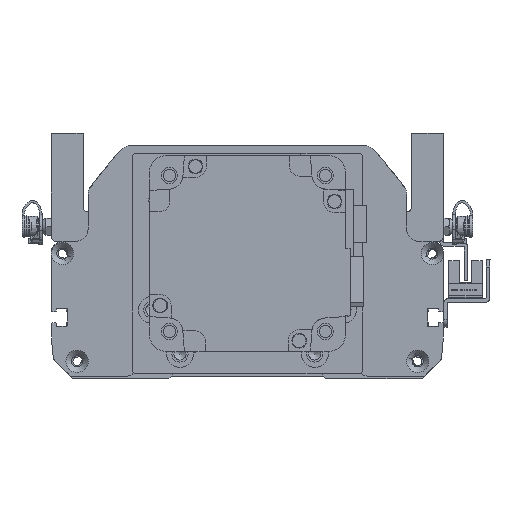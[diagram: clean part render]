
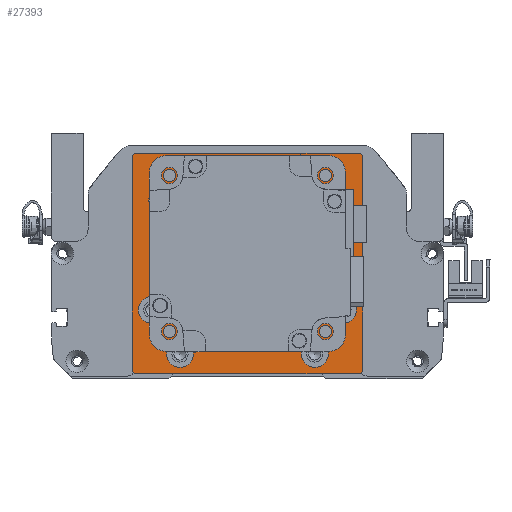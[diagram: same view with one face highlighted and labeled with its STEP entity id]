
A CAD part, front view. The second image highlights one B-rep face of the part: STEP entity #27393.
In plain terms, the highlighted face is planar.
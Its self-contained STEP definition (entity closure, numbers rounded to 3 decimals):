
#1572=FACE_BOUND('',#5822,.T.);
#1573=FACE_BOUND('',#5823,.T.);
#1574=FACE_BOUND('',#5824,.T.);
#1575=FACE_BOUND('',#5825,.T.);
#1576=FACE_BOUND('',#5826,.T.);
#1577=FACE_BOUND('',#5827,.T.);
#1578=FACE_BOUND('',#5828,.T.);
#1579=FACE_BOUND('',#5829,.T.);
#1580=FACE_BOUND('',#5830,.T.);
#2169=PLANE('',#30469);
#4131=FACE_OUTER_BOUND('',#5821,.T.);
#5821=EDGE_LOOP('',(#24860,#24861,#24862,#24863,#24864,#24865,#24866,#24867));
#5822=EDGE_LOOP('',(#24868));
#5823=EDGE_LOOP('',(#24869));
#5824=EDGE_LOOP('',(#24870));
#5825=EDGE_LOOP('',(#24871));
#5826=EDGE_LOOP('',(#24872));
#5827=EDGE_LOOP('',(#24873));
#5828=EDGE_LOOP('',(#24874));
#5829=EDGE_LOOP('',(#24875));
#5830=EDGE_LOOP('',(#24876));
#7991=LINE('',#47614,#10184);
#7993=LINE('',#47618,#10186);
#7996=LINE('',#47624,#10189);
#7997=LINE('',#47626,#10190);
#7998=LINE('',#47628,#10191);
#7999=LINE('',#47630,#10192);
#8000=LINE('',#47632,#10193);
#8001=LINE('',#47633,#10194);
#10184=VECTOR('',#37614,10.);
#10186=VECTOR('',#37618,10.);
#10189=VECTOR('',#37623,10.);
#10190=VECTOR('',#37624,10.);
#10191=VECTOR('',#37625,10.);
#10192=VECTOR('',#37626,10.);
#10193=VECTOR('',#37627,10.);
#10194=VECTOR('',#37628,10.);
#11677=CIRCLE('',#30470,35.);
#11678=CIRCLE('',#30471,2.459);
#11679=CIRCLE('',#30472,2.459);
#11680=CIRCLE('',#30473,2.459);
#11681=CIRCLE('',#30474,2.459);
#11682=CIRCLE('',#30475,5.5);
#11683=CIRCLE('',#30476,5.5);
#11684=CIRCLE('',#30477,5.5);
#11685=CIRCLE('',#30478,5.5);
#14059=VERTEX_POINT('',#47611);
#14060=VERTEX_POINT('',#47613);
#14061=VERTEX_POINT('',#47617);
#14063=VERTEX_POINT('',#47623);
#14064=VERTEX_POINT('',#47625);
#14065=VERTEX_POINT('',#47627);
#14066=VERTEX_POINT('',#47629);
#14067=VERTEX_POINT('',#47631);
#14068=VERTEX_POINT('',#47634);
#14069=VERTEX_POINT('',#47636);
#14070=VERTEX_POINT('',#47638);
#14071=VERTEX_POINT('',#47640);
#14072=VERTEX_POINT('',#47642);
#14073=VERTEX_POINT('',#47644);
#14074=VERTEX_POINT('',#47646);
#14075=VERTEX_POINT('',#47648);
#14076=VERTEX_POINT('',#47650);
#17723=EDGE_CURVE('',#14059,#14060,#7991,.T.);
#17725=EDGE_CURVE('',#14061,#14060,#7993,.T.);
#17728=EDGE_CURVE('',#14059,#14063,#7996,.T.);
#17729=EDGE_CURVE('',#14064,#14063,#7997,.T.);
#17730=EDGE_CURVE('',#14064,#14065,#7998,.T.);
#17731=EDGE_CURVE('',#14066,#14065,#7999,.T.);
#17732=EDGE_CURVE('',#14066,#14067,#8000,.T.);
#17733=EDGE_CURVE('',#14061,#14067,#8001,.T.);
#17734=EDGE_CURVE('',#14068,#14068,#11677,.T.);
#17735=EDGE_CURVE('',#14069,#14069,#11678,.T.);
#17736=EDGE_CURVE('',#14070,#14070,#11679,.T.);
#17737=EDGE_CURVE('',#14071,#14071,#11680,.T.);
#17738=EDGE_CURVE('',#14072,#14072,#11681,.T.);
#17739=EDGE_CURVE('',#14073,#14073,#11682,.T.);
#17740=EDGE_CURVE('',#14074,#14074,#11683,.T.);
#17741=EDGE_CURVE('',#14075,#14075,#11684,.T.);
#17742=EDGE_CURVE('',#14076,#14076,#11685,.T.);
#24860=ORIENTED_EDGE('',*,*,#17723,.F.);
#24861=ORIENTED_EDGE('',*,*,#17728,.T.);
#24862=ORIENTED_EDGE('',*,*,#17729,.F.);
#24863=ORIENTED_EDGE('',*,*,#17730,.T.);
#24864=ORIENTED_EDGE('',*,*,#17731,.F.);
#24865=ORIENTED_EDGE('',*,*,#17732,.T.);
#24866=ORIENTED_EDGE('',*,*,#17733,.F.);
#24867=ORIENTED_EDGE('',*,*,#17725,.T.);
#24868=ORIENTED_EDGE('',*,*,#17734,.T.);
#24869=ORIENTED_EDGE('',*,*,#17735,.T.);
#24870=ORIENTED_EDGE('',*,*,#17736,.T.);
#24871=ORIENTED_EDGE('',*,*,#17737,.T.);
#24872=ORIENTED_EDGE('',*,*,#17738,.T.);
#24873=ORIENTED_EDGE('',*,*,#17739,.T.);
#24874=ORIENTED_EDGE('',*,*,#17740,.T.);
#24875=ORIENTED_EDGE('',*,*,#17741,.T.);
#24876=ORIENTED_EDGE('',*,*,#17742,.T.);
#27393=ADVANCED_FACE('',(#4131,#1572,#1573,#1574,#1575,#1576,#1577,#1578,
#1579,#1580),#2169,.T.);
#30469=AXIS2_PLACEMENT_3D('',#47622,#37621,#37622);
#30470=AXIS2_PLACEMENT_3D('',#47635,#37629,#37630);
#30471=AXIS2_PLACEMENT_3D('',#47637,#37631,#37632);
#30472=AXIS2_PLACEMENT_3D('',#47639,#37633,#37634);
#30473=AXIS2_PLACEMENT_3D('',#47641,#37635,#37636);
#30474=AXIS2_PLACEMENT_3D('',#47643,#37637,#37638);
#30475=AXIS2_PLACEMENT_3D('',#47645,#37639,#37640);
#30476=AXIS2_PLACEMENT_3D('',#47647,#37641,#37642);
#30477=AXIS2_PLACEMENT_3D('',#47649,#37643,#37644);
#30478=AXIS2_PLACEMENT_3D('',#47651,#37645,#37646);
#37614=DIRECTION('',(0.707,0.707,0.));
#37618=DIRECTION('',(-1.,0.,0.));
#37621=DIRECTION('center_axis',(0.,0.,1.));
#37622=DIRECTION('ref_axis',(1.,0.,0.));
#37623=DIRECTION('',(0.,-1.,0.));
#37624=DIRECTION('',(-0.707,0.707,0.));
#37625=DIRECTION('',(1.,0.,0.));
#37626=DIRECTION('',(-0.707,-0.707,0.));
#37627=DIRECTION('',(0.,1.,0.));
#37628=DIRECTION('',(0.707,-0.707,0.));
#37629=DIRECTION('center_axis',(0.,0.,-1.));
#37630=DIRECTION('ref_axis',(1.,0.,0.));
#37631=DIRECTION('center_axis',(0.,0.,-1.));
#37632=DIRECTION('ref_axis',(1.,0.,0.));
#37633=DIRECTION('center_axis',(0.,0.,-1.));
#37634=DIRECTION('ref_axis',(1.,0.,0.));
#37635=DIRECTION('center_axis',(0.,0.,-1.));
#37636=DIRECTION('ref_axis',(1.,0.,0.));
#37637=DIRECTION('center_axis',(0.,0.,-1.));
#37638=DIRECTION('ref_axis',(1.,0.,0.));
#37639=DIRECTION('center_axis',(0.,0.,-1.));
#37640=DIRECTION('ref_axis',(1.,0.,0.));
#37641=DIRECTION('center_axis',(0.,0.,-1.));
#37642=DIRECTION('ref_axis',(1.,0.,0.));
#37643=DIRECTION('center_axis',(0.,0.,-1.));
#37644=DIRECTION('ref_axis',(1.,0.,0.));
#37645=DIRECTION('center_axis',(0.,0.,-1.));
#37646=DIRECTION('ref_axis',(1.,0.,0.));
#47611=CARTESIAN_POINT('',(-47.,44.5,76.));
#47613=CARTESIAN_POINT('',(-46.,45.5,76.));
#47614=CARTESIAN_POINT('',(-46.125,45.375,76.));
#47617=CARTESIAN_POINT('',(46.,45.5,76.));
#47618=CARTESIAN_POINT('',(47.,45.5,76.));
#47622=CARTESIAN_POINT('Origin',(0.,0.,
76.));
#47623=CARTESIAN_POINT('',(-47.,-43.5,76.));
#47624=CARTESIAN_POINT('',(-47.,44.5,76.));
#47625=CARTESIAN_POINT('',(-46.,-44.5,76.));
#47626=CARTESIAN_POINT('',(-45.875,-44.625,76.));
#47627=CARTESIAN_POINT('',(46.,-44.5,76.));
#47628=CARTESIAN_POINT('',(-47.,-44.5,76.));
#47629=CARTESIAN_POINT('',(47.,-43.5,76.));
#47630=CARTESIAN_POINT('',(45.875,-44.625,76.));
#47631=CARTESIAN_POINT('',(47.,44.5,76.));
#47632=CARTESIAN_POINT('',(47.,-44.5,76.));
#47633=CARTESIAN_POINT('',(46.125,45.375,76.));
#47634=CARTESIAN_POINT('',(-35.,4.5,76.));
#47635=CARTESIAN_POINT('Origin',(0.,4.5,76.));
#47636=CARTESIAN_POINT('',(29.361,-27.32,76.));
#47637=CARTESIAN_POINT('Origin',(31.82,-27.32,76.));
#47638=CARTESIAN_POINT('',(29.361,36.32,76.));
#47639=CARTESIAN_POINT('Origin',(31.82,36.32,76.));
#47640=CARTESIAN_POINT('',(-34.278,36.32,76.));
#47641=CARTESIAN_POINT('Origin',(-31.82,36.32,76.));
#47642=CARTESIAN_POINT('',(-34.278,-27.32,76.));
#47643=CARTESIAN_POINT('Origin',(-31.82,-27.32,76.));
#47644=CARTESIAN_POINT('',(-44.5,-18.5,76.));
#47645=CARTESIAN_POINT('Origin',(-39.,-18.5,76.));
#47646=CARTESIAN_POINT('',(33.5,-18.5,76.));
#47647=CARTESIAN_POINT('Origin',(39.,-18.5,76.));
#47648=CARTESIAN_POINT('',(22.,-36.5,76.));
#47649=CARTESIAN_POINT('Origin',(27.5,-36.5,76.));
#47650=CARTESIAN_POINT('',(-33.,-36.5,76.));
#47651=CARTESIAN_POINT('Origin',(-27.5,-36.5,76.));
